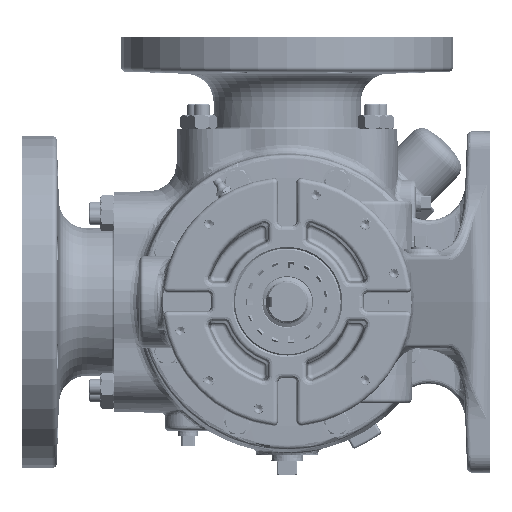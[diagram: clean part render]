
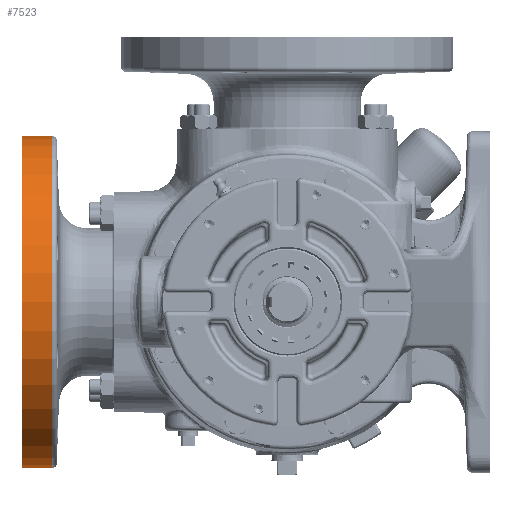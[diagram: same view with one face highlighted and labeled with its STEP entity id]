
A CAD part, left-side view. The second image highlights one B-rep face of the part: STEP entity #7523.
In plain terms, the highlighted cylindrical face has radius 114.3 mm (diameter 228.6 mm), a partial arc.
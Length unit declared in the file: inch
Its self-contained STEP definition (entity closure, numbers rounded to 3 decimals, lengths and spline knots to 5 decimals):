
#7523 = ADVANCED_FACE ( 'Defeatured_0_4907', ( #115259 ), #96046, .T. ) ;
#18410 = AXIS2_PLACEMENT_3D ( 'NONE', #31590, #76864, #201819 ) ;
#18598 = CIRCLE ( 'NONE', #18410, 4.5 ) ;
#22011 = DIRECTION ( 'NONE',  ( 0., 1., 0. ) ) ;
#22769 = EDGE_LOOP ( 'NONE', ( #230476, #265578, #47183, #228770 ) ) ;
#31590 = CARTESIAN_POINT ( 'NONE',  ( 2.78, 6.36588, 0. ) ) ;
#47183 = ORIENTED_EDGE ( 'NONE', *, *, #177003, .F. ) ;
#52113 = CIRCLE ( 'NONE', #100284, 4.5 ) ;
#65132 = AXIS2_PLACEMENT_3D ( 'NONE', #263573, #199072, #222350 ) ;
#68584 = CARTESIAN_POINT ( 'NONE',  ( 2.78, 7.19, 0. ) ) ;
#73456 = EDGE_CURVE ( 'NONE', #75304, #207444, #192196, .T. ) ;
#75304 = VERTEX_POINT ( 'NONE', #216162 ) ;
#76864 = DIRECTION ( 'NONE',  ( 0., 1., 0. ) ) ;
#96046 = CYLINDRICAL_SURFACE ( 'NONE', #65132, 4.5 ) ;
#100284 = AXIS2_PLACEMENT_3D ( 'NONE', #68584, #107037, #172906 ) ;
#105206 = VERTEX_POINT ( 'NONE', #247021 ) ;
#107037 = DIRECTION ( 'NONE',  ( 0., 1., 0. ) ) ;
#115259 = FACE_OUTER_BOUND ( 'NONE', #22769, .T. ) ;
#123124 = CARTESIAN_POINT ( 'NONE',  ( 2.78, 7.51714, 4.5 ) ) ;
#126352 = VERTEX_POINT ( 'NONE', #166861 ) ;
#166861 = CARTESIAN_POINT ( 'NONE',  ( 2.78, 7.19, 4.5 ) ) ;
#167246 = EDGE_CURVE ( 'NONE', #105206, #126352, #230196, .T. ) ;
#172906 = DIRECTION ( 'NONE',  ( 1., 0., 0. ) ) ;
#177003 = EDGE_CURVE ( 'NONE', #207444, #126352, #52113, .T. ) ;
#185922 = EDGE_CURVE ( 'NONE', #75304, #105206, #18598, .T. ) ;
#192196 = LINE ( 'NONE', #252644, #208822 ) ;
#199072 = DIRECTION ( 'NONE',  ( 0., 1., 0. ) ) ;
#201819 = DIRECTION ( 'NONE',  ( 0., 0., 1. ) ) ;
#207444 = VERTEX_POINT ( 'NONE', #244610 ) ;
#208822 = VECTOR ( 'NONE', #22011, 39.37008 ) ;
#216162 = CARTESIAN_POINT ( 'NONE',  ( 2.78, 6.36588, -4.5 ) ) ;
#216957 = VECTOR ( 'NONE', #226148, 39.37008 ) ;
#222350 = DIRECTION ( 'NONE',  ( 0., 0., -1. ) ) ;
#226148 = DIRECTION ( 'NONE',  ( 0., 1., 0. ) ) ;
#228770 = ORIENTED_EDGE ( 'NONE', *, *, #73456, .F. ) ;
#230196 = LINE ( 'NONE', #123124, #216957 ) ;
#230476 = ORIENTED_EDGE ( 'NONE', *, *, #185922, .T. ) ;
#244610 = CARTESIAN_POINT ( 'NONE',  ( 2.78, 7.19, -4.5 ) ) ;
#247021 = CARTESIAN_POINT ( 'NONE',  ( 2.78, 6.36588, 4.5 ) ) ;
#252644 = CARTESIAN_POINT ( 'NONE',  ( 2.78, 7.51714, -4.5 ) ) ;
#263573 = CARTESIAN_POINT ( 'NONE',  ( 2.78, 7.51714, 0. ) ) ;
#265578 = ORIENTED_EDGE ( 'NONE', *, *, #167246, .T. ) ;
